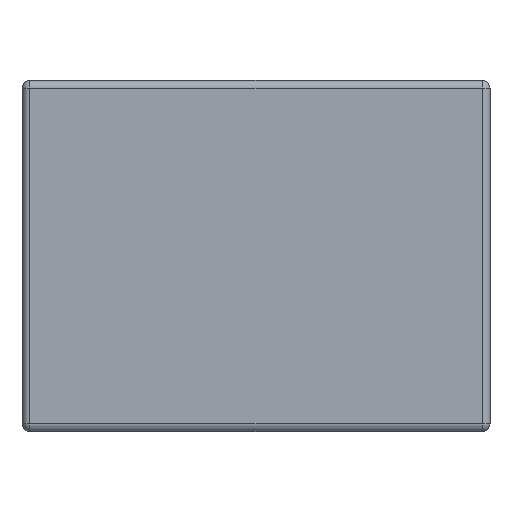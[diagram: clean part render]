
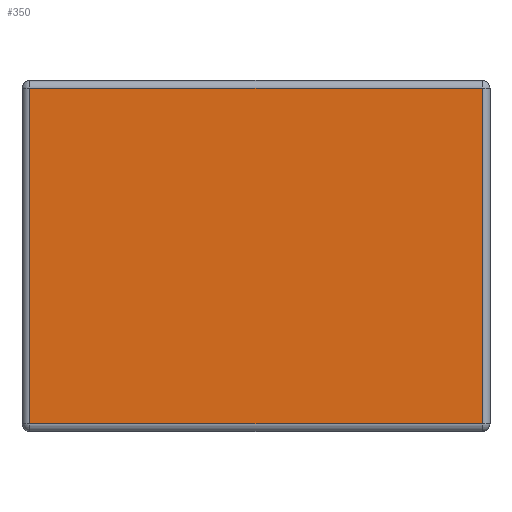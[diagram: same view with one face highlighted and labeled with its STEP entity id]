
A CAD part, left-side view. The second image highlights one B-rep face of the part: STEP entity #350.
In plain terms, the highlighted face is planar.
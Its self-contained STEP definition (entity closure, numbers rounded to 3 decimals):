
#24=PLANE('',#403);
#30=LINE('',#581,#54);
#33=LINE('',#594,#57);
#34=LINE('',#598,#58);
#37=LINE('',#602,#61);
#54=VECTOR('',#456,1000.);
#57=VECTOR('',#471,1000.);
#58=VECTOR('',#478,1000.);
#61=VECTOR('',#483,1000.);
#118=ORIENTED_EDGE('',*,*,#200,.T.);
#119=ORIENTED_EDGE('',*,*,#205,.T.);
#120=ORIENTED_EDGE('',*,*,#202,.T.);
#121=ORIENTED_EDGE('',*,*,#193,.T.);
#193=EDGE_CURVE('',#239,#240,#30,.T.);
#200=EDGE_CURVE('',#240,#242,#33,.T.);
#202=EDGE_CURVE('',#235,#239,#34,.T.);
#205=EDGE_CURVE('',#242,#235,#37,.T.);
#235=VERTEX_POINT('',#566);
#239=VERTEX_POINT('',#575);
#240=VERTEX_POINT('',#579);
#242=VERTEX_POINT('',#585);
#290=EDGE_LOOP('',(#118,#119,#120,#121));
#316=FACE_BOUND('',#290,.T.);
#350=ADVANCED_FACE('',(#316),#24,.T.);
#403=AXIS2_PLACEMENT_3D('',#603,#484,#485);
#456=DIRECTION('',(1.,0.,0.));
#471=DIRECTION('',(0.,0.,-1.));
#478=DIRECTION('',(0.,0.,1.));
#483=DIRECTION('',(-1.,0.,0.));
#484=DIRECTION('',(0.,1.,0.));
#485=DIRECTION('',(0.,0.,-1.));
#566=CARTESIAN_POINT('',(-0.58,1.,-0.43));
#575=CARTESIAN_POINT('',(-0.58,1.,0.43));
#579=CARTESIAN_POINT('',(0.58,1.,0.43));
#581=CARTESIAN_POINT('',(0.6,1.,0.43));
#585=CARTESIAN_POINT('',(0.58,1.,-0.43));
#594=CARTESIAN_POINT('',(0.58,1.,-0.45));
#598=CARTESIAN_POINT('',(-0.58,1.,0.45));
#602=CARTESIAN_POINT('',(-0.6,1.,-0.43));
#603=CARTESIAN_POINT('',(0.6,1.,-0.45));
